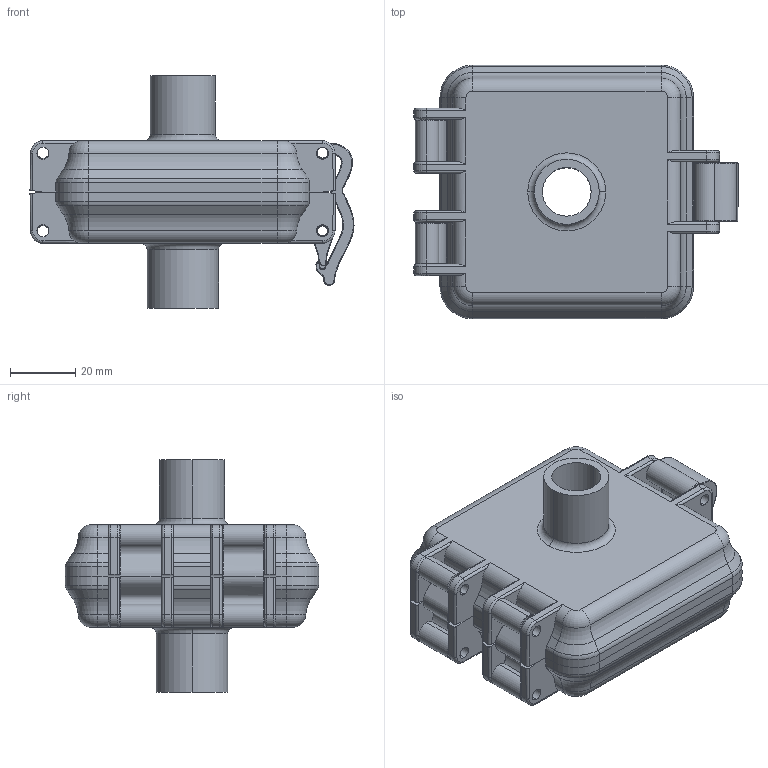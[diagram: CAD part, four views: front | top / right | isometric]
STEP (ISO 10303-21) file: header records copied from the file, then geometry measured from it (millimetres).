
FILE_DESCRIPTION (( 'STEP AP203' ), '1' );
FILE_NAME ('box filter25032020.STEP', '2020-03-25T04:39:14', ( '' ), ( '' ), 'SwSTEP 2.0', 'SolidWorks 2014', '' );
FILE_SCHEMA (( 'CONFIG_CONTROL_DESIGN' ));
Length unit declared in the file: millimetre
Products named in the file (1): box filter25032020
Bounding box: 99.67 x 78 x 71.5 mm (x, y, z)
Volume: 69173.3 mm3; surface area: 57455.7 mm2
Topology: 7 solids, 7 shells, 633 faces, 1560 edges, 943 vertices
Faces by surface type: cylinder 244, plane 168, torus 137, bspline 42, cone 40, sphere 2
Entity records: 22870 total; most frequent: CARTESIAN_POINT 7728, DIRECTION 3299, ORIENTED_EDGE 3108, EDGE_CURVE 1554, AXIS2_PLACEMENT_3D 1293, VERTEX_POINT 943, VECTOR 713, LINE 713
